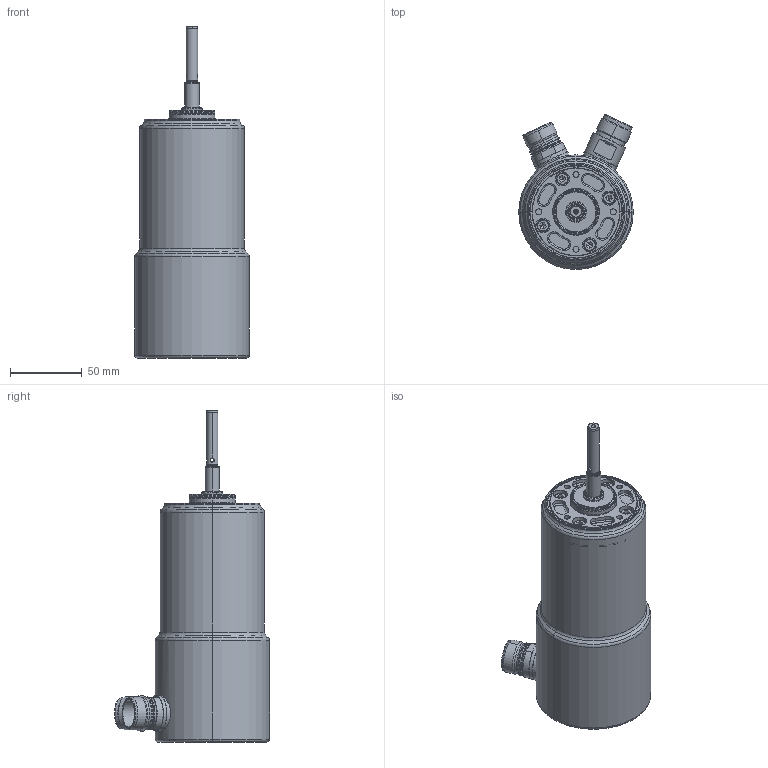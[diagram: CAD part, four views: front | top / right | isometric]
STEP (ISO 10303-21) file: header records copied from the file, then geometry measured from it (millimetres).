
FILE_DESCRIPTION (( 'STEP AP214' ), '1' );
FILE_NAME ('Motor f. Antriebssystem ESK65-+-2551632.STEP', '2020-08-20T05:33:35', ( '' ), ( '' ), 'SwSTEP 2.0', 'SolidWorks 2020', '' );
FILE_SCHEMA (( 'AUTOMOTIVE_DESIGN' ));
Length unit declared in the file: millimetre
Products named in the file (1): Motor f. Antriebssystem ESK65-+-2551632
Bounding box: 80 x 108.32 x 232 mm (x, y, z)
Volume: 768108 mm3; surface area: 68368.9 mm2
Topology: 5 solids, 14 shells, 558 faces, 1213 edges, 719 vertices
Faces by surface type: cylinder 187, torus 136, plane 135, cone 96, bspline 4
Entity records: 23945 total; most frequent: CARTESIAN_POINT 5643, DIRECTION 2913, ORIENTED_EDGE 2422, AXIS2_PLACEMENT_3D 1269, EDGE_CURVE 1211, VERTEX_POINT 719, CIRCLE 714, EDGE_LOOP 612
